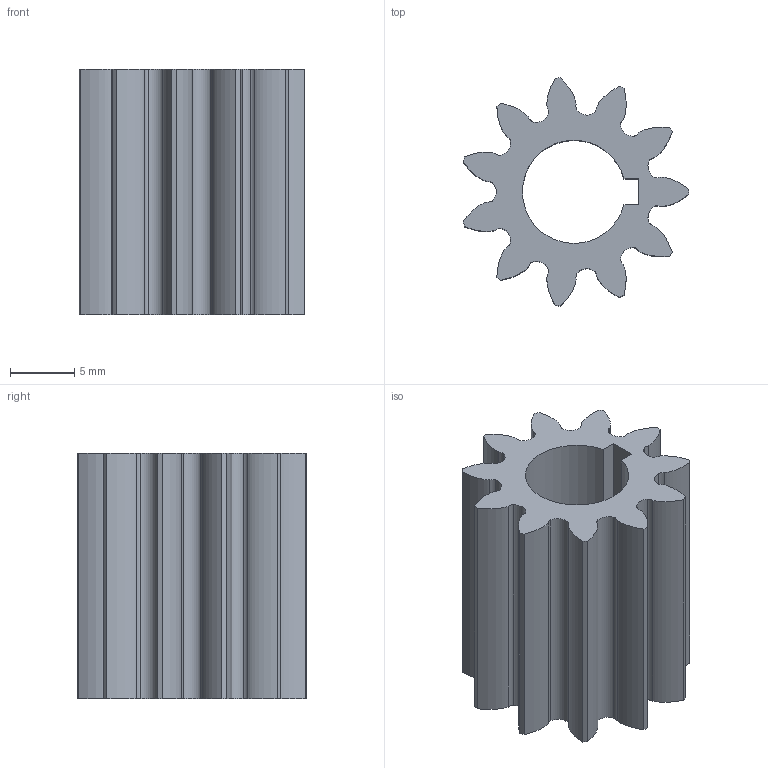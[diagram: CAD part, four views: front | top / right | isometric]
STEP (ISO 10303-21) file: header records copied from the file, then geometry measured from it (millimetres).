
FILE_DESCRIPTION (( 'STEP AP203' ), '1' );
FILE_NAME ('REV-21-1999.STEP', '2022-04-18T20:34:27', ( '' ), ( '' ), 'SwSTEP 2.0', 'SolidWorks 2022', '' );
FILE_SCHEMA (( 'CONFIG_CONTROL_DESIGN' ));
Length unit declared in the file: millimetre
Products named in the file (1): REV-21-1999
Bounding box: 17.51 x 17.69 x 19.05 mm (x, y, z)
Volume: 2277.1 mm3; surface area: 2384 mm2
Topology: 1 solids, 1 shells, 73 faces, 213 edges, 142 vertices
Faces by surface type: bspline 44, cylinder 24, plane 5
Entity records: 4036 total; most frequent: CARTESIAN_POINT 2277, ORIENTED_EDGE 426, DIRECTION 233, EDGE_CURVE 213, VERTEX_POINT 142, B_SPLINE_CURVE_WITH_KNOTS 88, AXIS2_PLACEMENT_3D 78, VECTOR 77
